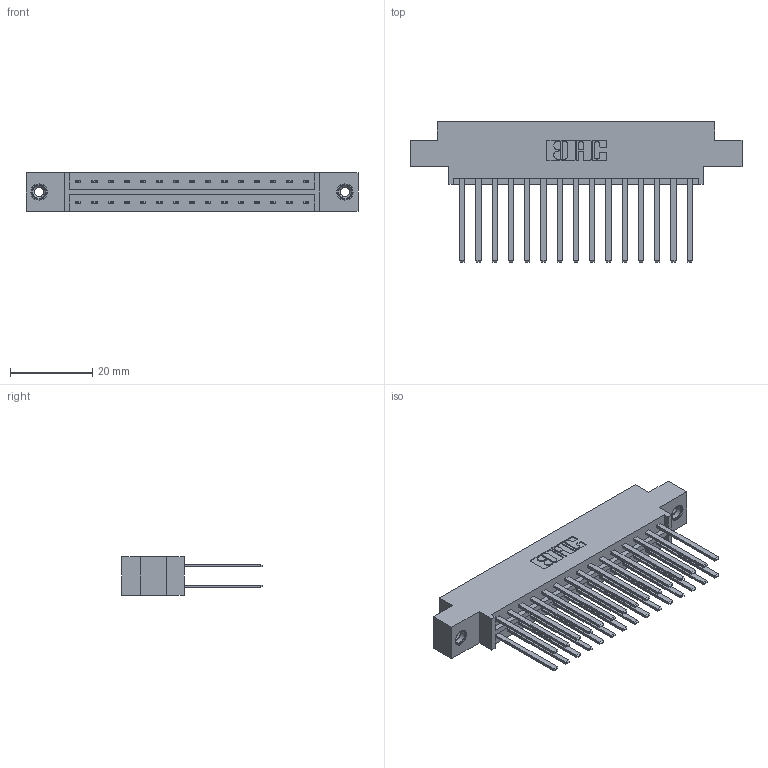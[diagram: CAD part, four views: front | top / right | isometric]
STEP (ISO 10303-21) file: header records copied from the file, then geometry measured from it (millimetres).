
FILE_DESCRIPTION (( 'STEP AP203' ), '1' );
FILE_NAME ('333-030-544-808.STEP', '2018-08-02T18:25:19', ( '' ), ( '' ), 'SwSTEP 2.0', 'SolidWorks 2016', '' );
FILE_SCHEMA (( 'CONFIG_CONTROL_DESIGN' ));
Length unit declared in the file: inch
Products named in the file (4): 345-250-001_345-250-003-102; 333-030-544-808; 333 Part_Offset - .156 Dia - TI; 345-292-001_345-293-144
Assembly tree (33 placements, depth 2):
  333-030-544-808
    333 Part_Offset - .156 Dia - TI
    345-292-001_345-293-144  x30
    345-250-001_345-250-003-102  x2
Bounding box: 80.98 x 34.3 x 9.4 mm (x, y, z)
Volume: 8200.8 mm3; surface area: 11001.9 mm2
Topology: 33 solids, 33 shells, 1558 faces, 4569 edges, 2998 vertices
Faces by surface type: plane 1066, cylinder 476, cone 12, torus 4
Entity records: 14276 total; most frequent: CARTESIAN_POINT 2381, ORIENTED_EDGE 2310, DIRECTION 2109, EDGE_CURVE 1155, LINE 1011, VECTOR 1011, VERTEX_POINT 764, AXIS2_PLACEMENT_3D 549
